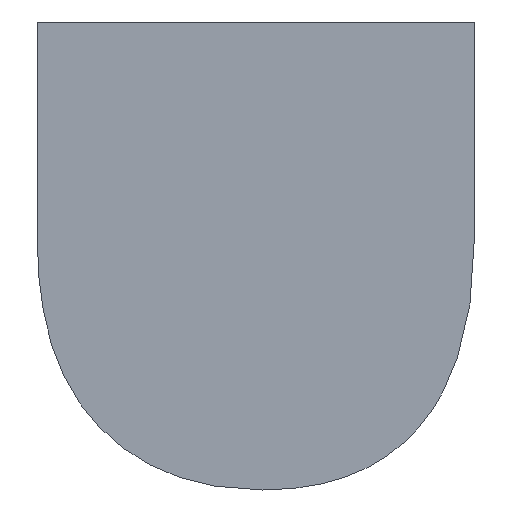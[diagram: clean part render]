
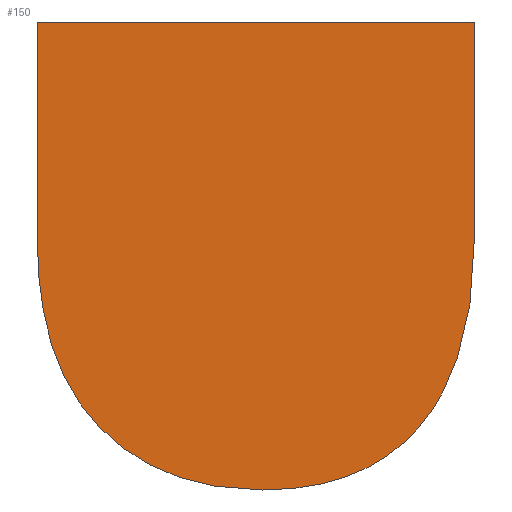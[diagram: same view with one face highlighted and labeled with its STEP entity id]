
A CAD part, front view. The second image highlights one B-rep face of the part: STEP entity #150.
In plain terms, the highlighted planar face has unit normal (0, -1, 0).
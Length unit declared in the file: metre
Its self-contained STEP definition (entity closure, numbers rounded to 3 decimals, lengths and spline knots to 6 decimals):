
#16=B_SPLINE_CURVE_WITH_KNOTS('',2,(#211,#212,#213),.UNSPECIFIED.,.F.,.F.,
(3,3),(0.,1.),.PIECEWISE_BEZIER_KNOTS.);
#17=B_SPLINE_CURVE_WITH_KNOTS('',2,(#215,#216,#217),.UNSPECIFIED.,.F.,.F.,
(3,3),(0.,1.),.PIECEWISE_BEZIER_KNOTS.);
#18=B_SPLINE_CURVE_WITH_KNOTS('',2,(#219,#220,#221),.UNSPECIFIED.,.F.,.F.,
(3,3),(0.,1.),.PIECEWISE_BEZIER_KNOTS.);
#19=B_SPLINE_CURVE_WITH_KNOTS('',2,(#223,#224,#225),.UNSPECIFIED.,.F.,.F.,
(3,3),(0.,1.),.PIECEWISE_BEZIER_KNOTS.);
#24=ORIENTED_EDGE('',*,*,#66,.F.);
#25=ORIENTED_EDGE('',*,*,#67,.F.);
#26=ORIENTED_EDGE('',*,*,#68,.F.);
#27=ORIENTED_EDGE('',*,*,#69,.F.);
#28=ORIENTED_EDGE('',*,*,#70,.F.);
#29=ORIENTED_EDGE('',*,*,#71,.F.);
#30=ORIENTED_EDGE('',*,*,#72,.F.);
#66=EDGE_CURVE('',#87,#88,#101,.T.);
#67=EDGE_CURVE('',#89,#87,#102,.T.);
#68=EDGE_CURVE('',#90,#89,#103,.T.);
#69=EDGE_CURVE('',#91,#90,#16,.T.);
#70=EDGE_CURVE('',#92,#91,#17,.T.);
#71=EDGE_CURVE('',#93,#92,#18,.T.);
#72=EDGE_CURVE('',#88,#93,#19,.T.);
#87=VERTEX_POINT('',#205);
#88=VERTEX_POINT('',#206);
#89=VERTEX_POINT('',#208);
#90=VERTEX_POINT('',#210);
#91=VERTEX_POINT('',#214);
#92=VERTEX_POINT('',#218);
#93=VERTEX_POINT('',#222);
#101=LINE('',#204,#114);
#102=LINE('',#207,#115);
#103=LINE('',#209,#116);
#114=VECTOR('',#181,1.);
#115=VECTOR('',#182,1.);
#116=VECTOR('',#183,1.);
#127=EDGE_LOOP('',(#24,#25,#26,#27,#28,#29,#30));
#136=FACE_BOUND('',#127,.T.);
#145=PLANE('',#172);
#150=ADVANCED_FACE('',(#136),#145,.F.);
#172=AXIS2_PLACEMENT_3D('',#203,#179,#180);
#179=DIRECTION('',(0.,1.,0.));
#180=DIRECTION('',(-1.,0.,0.));
#181=DIRECTION('',(0.,0.,-1.));
#182=DIRECTION('',(1.,0.,0.));
#183=DIRECTION('',(0.,0.,1.));
#203=CARTESIAN_POINT('',(-0.01251,0.017,0.0014));
#204=CARTESIAN_POINT('',(-0.060837,0.017,0.0014));
#205=CARTESIAN_POINT('',(-0.060837,0.017,0.036413));
#206=CARTESIAN_POINT('',(-0.060837,0.017,0.034678));
#207=CARTESIAN_POINT('',(-0.01251,0.017,0.036413));
#208=CARTESIAN_POINT('',(-0.064418,0.017,0.036413));
#209=CARTESIAN_POINT('',(-0.064418,0.017,0.0014));
#210=CARTESIAN_POINT('',(-0.064418,0.017,0.034634));
#211=CARTESIAN_POINT('',(-0.063915,0.017,0.033101));
#212=CARTESIAN_POINT('',(-0.064418,0.017,0.03362));
#213=CARTESIAN_POINT('',(-0.064418,0.017,0.034634));
#214=CARTESIAN_POINT('',(-0.063915,0.017,0.033101));
#215=CARTESIAN_POINT('',(-0.062571,0.017,0.032581));
#216=CARTESIAN_POINT('',(-0.063412,0.017,0.032581));
#217=CARTESIAN_POINT('',(-0.063915,0.017,0.033101));
#218=CARTESIAN_POINT('',(-0.062571,0.017,0.032581));
#219=CARTESIAN_POINT('',(-0.061284,0.017,0.033106));
#220=CARTESIAN_POINT('',(-0.06173,0.017,0.032581));
#221=CARTESIAN_POINT('',(-0.062571,0.017,0.032581));
#222=CARTESIAN_POINT('',(-0.061284,0.017,0.033106));
#223=CARTESIAN_POINT('',(-0.060837,0.017,0.034678));
#224=CARTESIAN_POINT('',(-0.060837,0.017,0.033631));
#225=CARTESIAN_POINT('',(-0.061284,0.017,0.033106));
